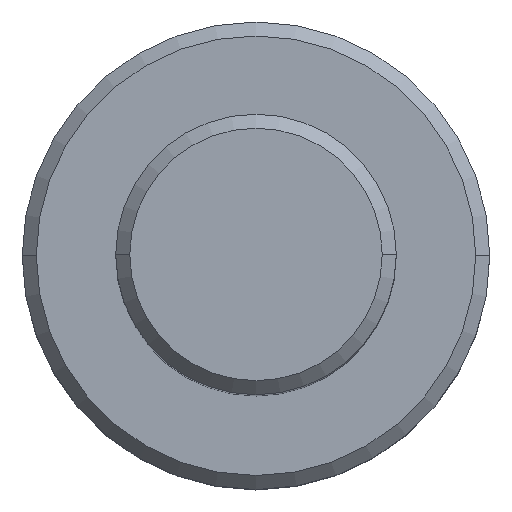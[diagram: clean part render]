
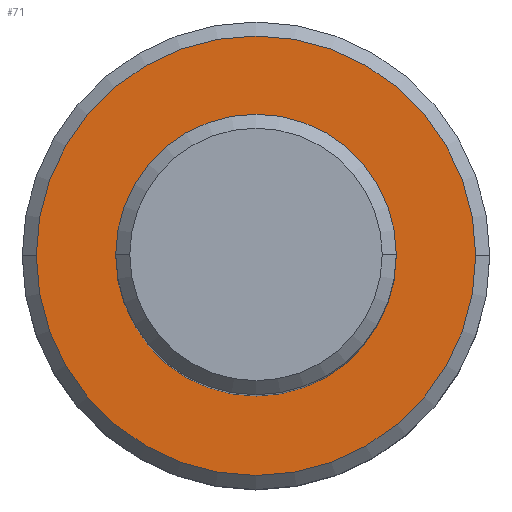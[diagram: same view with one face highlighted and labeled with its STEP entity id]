
A CAD part, top view. The second image highlights one B-rep face of the part: STEP entity #71.
In plain terms, the highlighted planar face has unit normal (0, 0, 1).
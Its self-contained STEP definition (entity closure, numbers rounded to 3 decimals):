
#7 = CARTESIAN_POINT ( 'NONE',  ( 3., 0., -16. ) ) ;
#9 = VERTEX_POINT ( 'NONE', #612 ) ;
#20 = DIRECTION ( 'NONE',  ( 0., 0., 1. ) ) ;
#21 = AXIS2_PLACEMENT_3D ( 'NONE', #355, #360, #814 ) ;
#31 = CARTESIAN_POINT ( 'NONE',  ( 0., 0., -16. ) ) ;
#48 = AXIS2_PLACEMENT_3D ( 'NONE', #322, #595, #574 ) ;
#71 = ADVANCED_FACE ( 'NONE', ( #480, #164 ), #107, .F. ) ;
#107 = PLANE ( 'NONE',  #21 ) ;
#116 = CARTESIAN_POINT ( 'NONE',  ( 0., 0., -16. ) ) ;
#164 = FACE_OUTER_BOUND ( 'NONE', #436, .T. ) ;
#182 = VERTEX_POINT ( 'NONE', #536 ) ;
#197 = EDGE_CURVE ( 'NONE', #9, #182, #646, .T. ) ;
#200 = CARTESIAN_POINT ( 'NONE',  ( 0., 0., -16. ) ) ;
#249 = EDGE_LOOP ( 'NONE', ( #603, #432 ) ) ;
#255 = DIRECTION ( 'NONE',  ( 0., 0., 1. ) ) ;
#282 = AXIS2_PLACEMENT_3D ( 'NONE', #116, #255, #623 ) ;
#288 = DIRECTION ( 'NONE',  ( -1., 0., 0. ) ) ;
#322 = CARTESIAN_POINT ( 'NONE',  ( 0., 0., -16. ) ) ;
#355 = CARTESIAN_POINT ( 'NONE',  ( 0., 0., -16. ) ) ;
#360 = DIRECTION ( 'NONE',  ( 0., 0., -1. ) ) ;
#379 = CARTESIAN_POINT ( 'NONE',  ( -3., 0., -16. ) ) ;
#399 = EDGE_CURVE ( 'NONE', #523, #514, #621, .T. ) ;
#424 = ORIENTED_EDGE ( 'NONE', *, *, #197, .T. ) ;
#432 = ORIENTED_EDGE ( 'NONE', *, *, #525, .F. ) ;
#436 = EDGE_LOOP ( 'NONE', ( #779, #424 ) ) ;
#480 = FACE_BOUND ( 'NONE', #249, .T. ) ;
#514 = VERTEX_POINT ( 'NONE', #379 ) ;
#523 = VERTEX_POINT ( 'NONE', #7 ) ;
#525 = EDGE_CURVE ( 'NONE', #514, #523, #572, .T. ) ;
#536 = CARTESIAN_POINT ( 'NONE',  ( -4.7, 0., -16. ) ) ;
#549 = EDGE_CURVE ( 'NONE', #182, #9, #661, .T. ) ;
#572 = CIRCLE ( 'NONE', #48, 3. ) ;
#574 = DIRECTION ( 'NONE',  ( -1., 0., 0. ) ) ;
#595 = DIRECTION ( 'NONE',  ( 0., 0., 1. ) ) ;
#603 = ORIENTED_EDGE ( 'NONE', *, *, #399, .F. ) ;
#612 = CARTESIAN_POINT ( 'NONE',  ( 4.7, 0., -16. ) ) ;
#621 = CIRCLE ( 'NONE', #282, 3. ) ;
#623 = DIRECTION ( 'NONE',  ( -1., 0., 0. ) ) ;
#646 = CIRCLE ( 'NONE', #759, 4.7 ) ;
#661 = CIRCLE ( 'NONE', #788, 4.7 ) ;
#704 = DIRECTION ( 'NONE',  ( -1., 0., 0. ) ) ;
#720 = DIRECTION ( 'NONE',  ( 0., 0., 1. ) ) ;
#759 = AXIS2_PLACEMENT_3D ( 'NONE', #31, #20, #288 ) ;
#779 = ORIENTED_EDGE ( 'NONE', *, *, #549, .T. ) ;
#788 = AXIS2_PLACEMENT_3D ( 'NONE', #200, #720, #704 ) ;
#814 = DIRECTION ( 'NONE',  ( 0., -1., 0. ) ) ;
